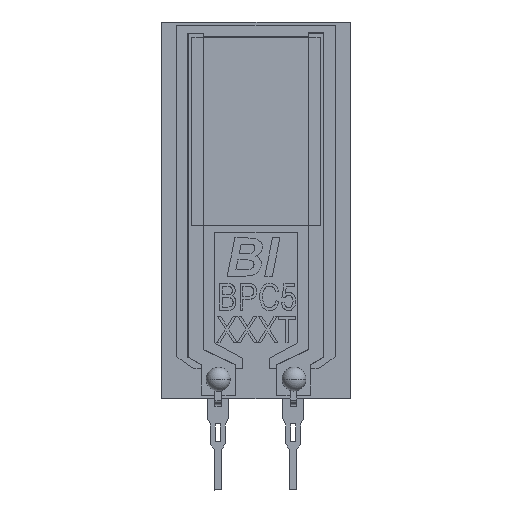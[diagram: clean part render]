
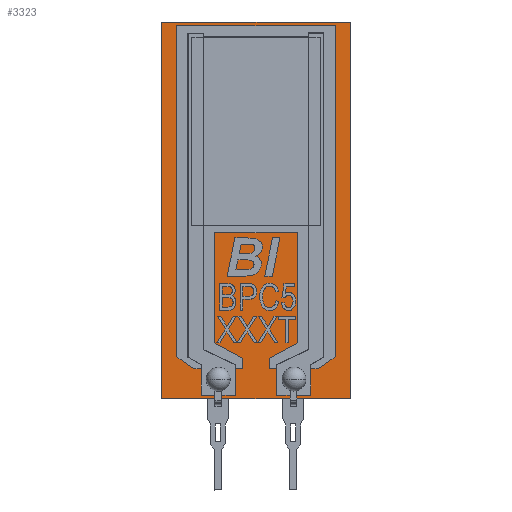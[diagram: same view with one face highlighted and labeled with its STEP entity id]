
A CAD part, top view. The second image highlights one B-rep face of the part: STEP entity #3323.
In plain terms, the highlighted planar face has unit normal (0, 0, 1).
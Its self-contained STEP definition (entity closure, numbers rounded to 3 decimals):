
#169 = ORIENTED_EDGE ( 'NONE', *, *, #10166, .T. ) ;
#423 = CARTESIAN_POINT ( 'NONE',  ( -8.078, -20.262, 1. ) ) ;
#504 = AXIS2_PLACEMENT_3D ( 'NONE', #1840, #2742, #9135 ) ;
#621 = VECTOR ( 'NONE', #1644, 1000. ) ;
#695 = DIRECTION ( 'NONE',  ( -1., 0., 0. ) ) ;
#702 = CARTESIAN_POINT ( 'NONE',  ( -8.078, 5.138, 1. ) ) ;
#923 = PLANE ( 'NONE',  #504 ) ;
#1644 = DIRECTION ( 'NONE',  ( 0., -1., 0. ) ) ;
#1800 = LINE ( 'NONE', #423, #11220 ) ;
#1840 = CARTESIAN_POINT ( 'NONE',  ( -8.078, -20.262, 1. ) ) ;
#1942 = LINE ( 'NONE', #3420, #4045 ) ;
#2391 = VECTOR ( 'NONE', #695, 1000. ) ;
#2449 = CARTESIAN_POINT ( 'NONE',  ( 4.622, -20.262, 1. ) ) ;
#2636 = FACE_OUTER_BOUND ( 'NONE', #9272, .T. ) ;
#2742 = DIRECTION ( 'NONE',  ( 0., 0., 1. ) ) ;
#3008 = ORIENTED_EDGE ( 'NONE', *, *, #8380, .T. ) ;
#3323 = ADVANCED_FACE ( 'NONE', ( #2636 ), #923, .T. ) ;
#3420 = CARTESIAN_POINT ( 'NONE',  ( 4.622, 5.138, 1. ) ) ;
#3637 = CARTESIAN_POINT ( 'NONE',  ( 4.622, 5.138, 1. ) ) ;
#3686 = VERTEX_POINT ( 'NONE', #2449 ) ;
#4045 = VECTOR ( 'NONE', #4335, 1000. ) ;
#4165 = DIRECTION ( 'NONE',  ( 1., 0., 0. ) ) ;
#4335 = DIRECTION ( 'NONE',  ( 0., 1., 0. ) ) ;
#4752 = VERTEX_POINT ( 'NONE', #3637 ) ;
#5477 = LINE ( 'NONE', #702, #621 ) ;
#5608 = CARTESIAN_POINT ( 'NONE',  ( -8.078, -20.262, 1. ) ) ;
#6583 = CARTESIAN_POINT ( 'NONE',  ( -8.078, 5.138, 1. ) ) ;
#7533 = VERTEX_POINT ( 'NONE', #5608 ) ;
#8380 = EDGE_CURVE ( 'NONE', #4752, #9485, #9673, .T. ) ;
#8432 = ORIENTED_EDGE ( 'NONE', *, *, #10456, .T. ) ;
#8860 = ORIENTED_EDGE ( 'NONE', *, *, #10619, .T. ) ;
#9135 = DIRECTION ( 'NONE',  ( 1., 0., 0. ) ) ;
#9272 = EDGE_LOOP ( 'NONE', ( #8860, #8432, #169, #3008 ) ) ;
#9485 = VERTEX_POINT ( 'NONE', #6583 ) ;
#9673 = LINE ( 'NONE', #11661, #2391 ) ;
#10166 = EDGE_CURVE ( 'NONE', #3686, #4752, #1942, .T. ) ;
#10456 = EDGE_CURVE ( 'NONE', #7533, #3686, #1800, .T. ) ;
#10619 = EDGE_CURVE ( 'NONE', #9485, #7533, #5477, .T. ) ;
#11220 = VECTOR ( 'NONE', #4165, 1000. ) ;
#11661 = CARTESIAN_POINT ( 'NONE',  ( -8.078, 5.138, 1. ) ) ;
